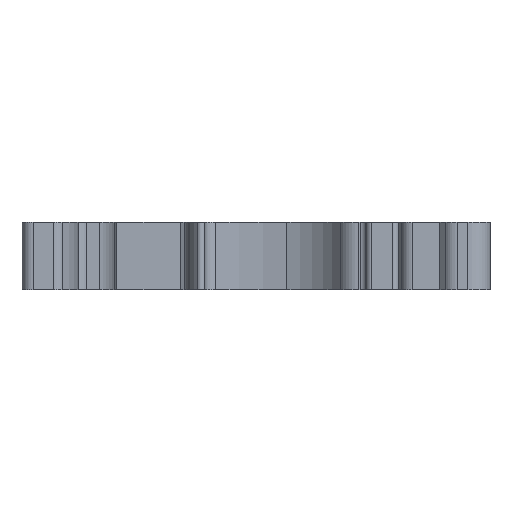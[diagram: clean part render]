
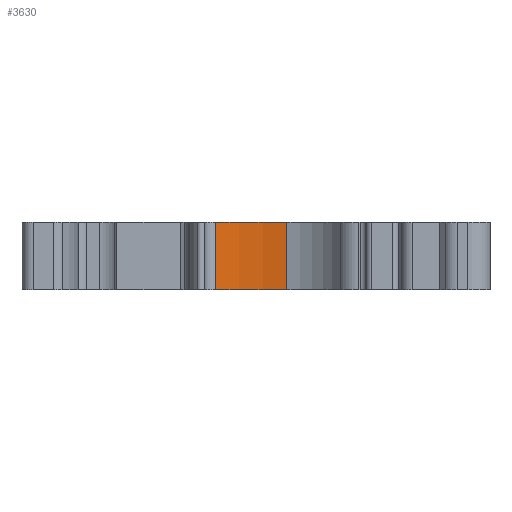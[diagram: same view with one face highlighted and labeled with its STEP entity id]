
A CAD part, front view. The second image highlights one B-rep face of the part: STEP entity #3630.
In plain terms, the highlighted cylindrical face has radius 16.2 mm (diameter 32.4 mm), a partial arc.
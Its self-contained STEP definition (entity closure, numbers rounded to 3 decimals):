
#3020=CARTESIAN_POINT('',(68.495,7.005,6.15));
#3030=VERTEX_POINT('',#3020);
#3060=CARTESIAN_POINT('',(68.495,7.005,0.));
#3070=DIRECTION('',(0.,0.,1.));
#3080=VECTOR('',#3070,1.);
#3090=LINE('',#3060,#3080);
#3100=CARTESIAN_POINT('',(68.495,7.005,0.));
#3110=VERTEX_POINT('',#3100);
#3120=EDGE_CURVE('',#3110,#3030,#3090,.T.);
#3310=CARTESIAN_POINT('',(71.955,-8.821,0.));
#3320=DIRECTION('',(0.,0.,1.));
#3330=DIRECTION('',(1.,0.,0.));
#3340=AXIS2_PLACEMENT_3D('',#3310,#3320,#3330);
#3350=CYLINDRICAL_SURFACE('',#3340,16.2);
#3360=ORIENTED_EDGE('',*,*,#3120,.F.);
#3370=CARTESIAN_POINT('',(71.955,-8.821,6.15));
#3380=DIRECTION('',(0.,0.,1.));
#3390=DIRECTION('',(1.,0.,0.));
#3400=AXIS2_PLACEMENT_3D('',#3370,#3380,#3390);
#3410=CIRCLE('',#3400,16.2);
#3420=CARTESIAN_POINT('',(74.965,7.097,6.15));
#3430=VERTEX_POINT('',#3420);
#3440=EDGE_CURVE('',#3430,#3030,#3410,.T.);
#3450=ORIENTED_EDGE('',*,*,#3440,.T.);
#3460=CARTESIAN_POINT('',(74.965,7.097,0.));
#3470=DIRECTION('',(0.,0.,1.));
#3480=VECTOR('',#3470,1.);
#3490=LINE('',#3460,#3480);
#3500=CARTESIAN_POINT('',(74.965,7.097,0.));
#3510=VERTEX_POINT('',#3500);
#3520=EDGE_CURVE('',#3510,#3430,#3490,.T.);
#3530=ORIENTED_EDGE('',*,*,#3520,.T.);
#3540=CARTESIAN_POINT('',(71.955,-8.821,0.));
#3550=DIRECTION('',(0.,0.,1.));
#3560=DIRECTION('',(1.,0.,0.));
#3570=AXIS2_PLACEMENT_3D('',#3540,#3550,#3560);
#3580=CIRCLE('',#3570,16.2);
#3590=EDGE_CURVE('',#3510,#3110,#3580,.T.);
#3600=ORIENTED_EDGE('',*,*,#3590,.F.);
#3610=EDGE_LOOP('',(#3600,#3530,#3450,#3360));
#3620=FACE_OUTER_BOUND('',#3610,.T.);
#3630=ADVANCED_FACE('',(#3620),#3350,.F.);
